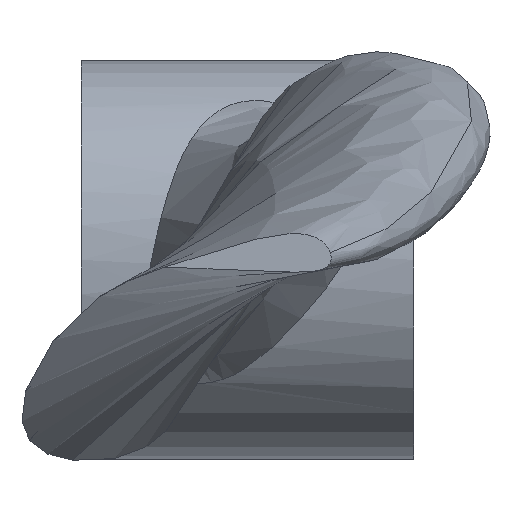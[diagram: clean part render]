
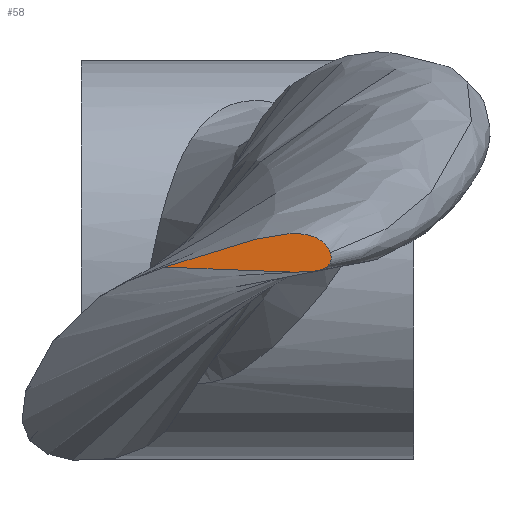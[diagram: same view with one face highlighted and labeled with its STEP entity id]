
A CAD part, left-side view. The second image highlights one B-rep face of the part: STEP entity #58.
In plain terms, the highlighted planar face has unit normal (-1, 0, 0).
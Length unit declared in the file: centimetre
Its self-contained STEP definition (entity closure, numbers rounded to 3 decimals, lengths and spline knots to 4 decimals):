
#8 = ORIENTED_EDGE ( 'NONE', *, *, #686, .F. ) ;
#48 = CARTESIAN_POINT ( 'NONE',  ( -18.3749, 0.8329, 0.0306 ) ) ;
#58 = ADVANCED_FACE ( 'NONE', ( #263 ), #471, .T. ) ;
#74 = CARTESIAN_POINT ( 'NONE',  ( -18.3749, -0.423, -0.0212 ) ) ;
#78 = CARTESIAN_POINT ( 'NONE',  ( -18.3749, -0.1758, 0.3417 ) ) ;
#87 = CARTESIAN_POINT ( 'NONE',  ( -18.3749, -0.0127, 0.2985 ) ) ;
#166 = CARTESIAN_POINT ( 'NONE',  ( -18.3749, 0.7528, 0.0299 ) ) ;
#207 = EDGE_CURVE ( 'NONE', #357, #350, #550, .T. ) ;
#210 = CARTESIAN_POINT ( 'NONE',  ( -18.3749, -0.5781, 0.4082 ) ) ;
#217 = CARTESIAN_POINT ( 'NONE',  ( -18.3749, -0.934, 0.3323 ) ) ;
#263 = FACE_OUTER_BOUND ( 'NONE', #1290, .T. ) ;
#280 = CARTESIAN_POINT ( 'NONE',  ( -18.3749, 0.7863, 0.0449 ) ) ;
#306 = CARTESIAN_POINT ( 'NONE',  ( -18.3749, 0.4001, 0.1701 ) ) ;
#308 = CARTESIAN_POINT ( 'NONE',  ( -18.3749, 0.3781, 0.02 ) ) ;
#350 = VERTEX_POINT ( 'NONE', #1500 ) ;
#357 = VERTEX_POINT ( 'NONE', #436 ) ;
#407 = CARTESIAN_POINT ( 'NONE',  ( -18.3749, -0.623, -0.0277 ) ) ;
#428 = CARTESIAN_POINT ( 'NONE',  ( -18.3749, 0.253, 0.2178 ) ) ;
#436 = CARTESIAN_POINT ( 'NONE',  ( -18.3749, 0.8329, 0.0306 ) ) ;
#442 = CARTESIAN_POINT ( 'NONE',  ( -18.3749, -0.3753, 0.3841 ) ) ;
#471 = PLANE ( 'NONE',  #957 ) ;
#525 = CARTESIAN_POINT ( 'NONE',  ( -18.3749, 0.5468, 0.1219 ) ) ;
#527 = CARTESIAN_POINT ( 'NONE',  ( -18.3749, 0.5973, 0.0272 ) ) ;
#550 = B_SPLINE_CURVE_WITH_KNOTS ( 'NONE', 3,
 ( #48, #280, #866, #525, #306, #428, #900, #87, #1148, #78, #1273, #1506, #442, #1388, #797, #210, #681, #1157, #559, #217, #574, #1524, #1291 ),
 .UNSPECIFIED., .F., .F.,
 ( 4, 1, 1, 1, 1, 1, 1, 1, 1, 1, 1, 1, 1, 1, 1, 1, 1, 1, 1, 1, 4 ),
 ( 0., 0.0625, 0.125, 0.1875, 0.25, 0.3125, 0.375, 0.4063, 0.4375, 0.4688, 0.5, 0.5313, 0.5625, 0.5938, 0.625, 0.6875, 0.75, 0.8125, 0.875, 0.9375, 1. ),
 .UNSPECIFIED. ) ;
#559 = CARTESIAN_POINT ( 'NONE',  ( -18.3749, -0.8591, 0.3733 ) ) ;
#573 = B_SPLINE_CURVE_WITH_KNOTS ( 'NONE', 3,
 ( #991, #981, #1000, #1474, #752, #1345, #902, #1262, #1368, #1478, #1494, #407, #636, #74, #1247, #1229, #996, #778, #878, #308, #527, #166, #663 ),
 .UNSPECIFIED., .F., .F.,
 ( 4, 1, 1, 1, 1, 1, 1, 1, 1, 1, 1, 1, 1, 1, 1, 1, 1, 1, 1, 1, 4 ),
 ( 0., 0.0625, 0.125, 0.1875, 0.25, 0.3125, 0.3438, 0.375, 0.4063, 0.4375, 0.5, 0.5625, 0.5938, 0.625, 0.6563, 0.6875, 0.75, 0.8125, 0.875, 0.9375, 1. ),
 .UNSPECIFIED. ) ;
#574 = CARTESIAN_POINT ( 'NONE',  ( -18.3749, -0.994, 0.2742 ) ) ;
#636 = CARTESIAN_POINT ( 'NONE',  ( -18.3749, -0.5163, -0.0251 ) ) ;
#663 = CARTESIAN_POINT ( 'NONE',  ( -18.3749, 0.8329, 0.0306 ) ) ;
#681 = CARTESIAN_POINT ( 'NONE',  ( -18.3749, -0.6705, 0.4095 ) ) ;
#686 = EDGE_CURVE ( 'NONE', #350, #357, #573, .T. ) ;
#752 = CARTESIAN_POINT ( 'NONE',  ( -18.3749, -1.0137, 0.0426 ) ) ;
#778 = CARTESIAN_POINT ( 'NONE',  ( -18.3749, -0.0165, 0.0007 ) ) ;
#797 = CARTESIAN_POINT ( 'NONE',  ( -18.3749, -0.4995, 0.4016 ) ) ;
#866 = CARTESIAN_POINT ( 'NONE',  ( -18.3749, 0.6918, 0.0747 ) ) ;
#878 = CARTESIAN_POINT ( 'NONE',  ( -18.3749, 0.1734, 0.0108 ) ) ;
#900 = CARTESIAN_POINT ( 'NONE',  ( -18.3749, 0.107, 0.2634 ) ) ;
#902 = CARTESIAN_POINT ( 'NONE',  ( -18.3749, -0.9187, -0.0037 ) ) ;
#957 = AXIS2_PLACEMENT_3D ( 'NONE', #1083, #1067, #1543 ) ;
#981 = CARTESIAN_POINT ( 'NONE',  ( -18.3749, -1.0414, 0.1715 ) ) ;
#991 = CARTESIAN_POINT ( 'NONE',  ( -18.3749, -1.035, 0.1941 ) ) ;
#996 = CARTESIAN_POINT ( 'NONE',  ( -18.3749, -0.1623, -0.0076 ) ) ;
#1000 = CARTESIAN_POINT ( 'NONE',  ( -18.3749, -1.0482, 0.1307 ) ) ;
#1067 = DIRECTION ( 'NONE',  ( -1., 0., 0. ) ) ;
#1083 = CARTESIAN_POINT ( 'NONE',  ( -18.3749, -0.6203, -0.027 ) ) ;
#1148 = CARTESIAN_POINT ( 'NONE',  ( -18.3749, -0.1066, 0.324 ) ) ;
#1157 = CARTESIAN_POINT ( 'NONE',  ( -18.3749, -0.7708, 0.3985 ) ) ;
#1229 = CARTESIAN_POINT ( 'NONE',  ( -18.3749, -0.2712, -0.0136 ) ) ;
#1247 = CARTESIAN_POINT ( 'NONE',  ( -18.3749, -0.3491, -0.0177 ) ) ;
#1262 = CARTESIAN_POINT ( 'NONE',  ( -18.3749, -0.8692, -0.0136 ) ) ;
#1273 = CARTESIAN_POINT ( 'NONE',  ( -18.3749, -0.2438, 0.3577 ) ) ;
#1290 = EDGE_LOOP ( 'NONE', ( #8, #1523 ) ) ;
#1291 = CARTESIAN_POINT ( 'NONE',  ( -18.3749, -1.035, 0.1941 ) ) ;
#1345 = CARTESIAN_POINT ( 'NONE',  ( -18.3749, -0.9698, 0.0134 ) ) ;
#1368 = CARTESIAN_POINT ( 'NONE',  ( -18.3749, -0.8279, -0.0193 ) ) ;
#1388 = CARTESIAN_POINT ( 'NONE',  ( -18.3749, -0.4383, 0.3941 ) ) ;
#1474 = CARTESIAN_POINT ( 'NONE',  ( -18.3749, -1.0399, 0.0813 ) ) ;
#1478 = CARTESIAN_POINT ( 'NONE',  ( -18.3749, -0.7824, -0.0234 ) ) ;
#1494 = CARTESIAN_POINT ( 'NONE',  ( -18.3749, -0.7161, -0.0268 ) ) ;
#1500 = CARTESIAN_POINT ( 'NONE',  ( -18.3749, -1.035, 0.1941 ) ) ;
#1506 = CARTESIAN_POINT ( 'NONE',  ( -18.3749, -0.3104, 0.3719 ) ) ;
#1523 = ORIENTED_EDGE ( 'NONE', *, *, #207, .F. ) ;
#1524 = CARTESIAN_POINT ( 'NONE',  ( -18.3749, -1.0233, 0.223 ) ) ;
#1543 = DIRECTION ( 'NONE',  ( 0., 0., 1. ) ) ;
